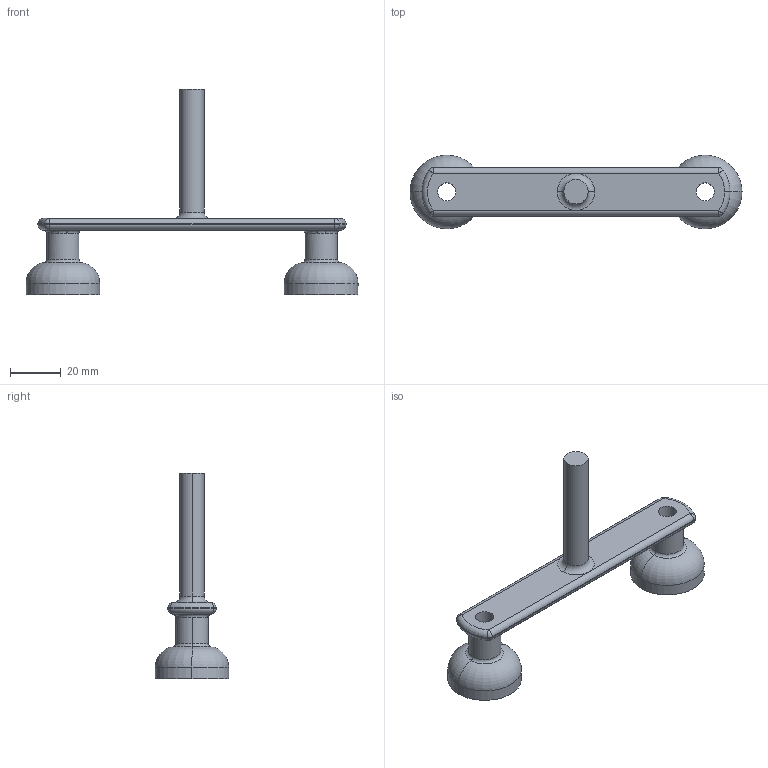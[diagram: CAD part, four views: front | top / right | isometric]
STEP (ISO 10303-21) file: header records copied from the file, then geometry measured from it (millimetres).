
FILE_DESCRIPTION (( 'STEP AP214' ), '1' );
FILE_NAME ('ZCUB2R-038-4.0.STEP', '2021-03-26T14:58:25', ( 'Admin' ), ( '' ), 'SwSTEP 2.0', 'SolidWorks 2020', '' );
FILE_SCHEMA (( 'AUTOMOTIVE_DESIGN' ));
Length unit declared in the file: inch
Products named in the file (1): ZCUB2R-038-4.0
Bounding box: 130.56 x 28.96 x 80.77 mm (x, y, z)
Volume: 24557.4 mm3; surface area: 13580.1 mm2
Topology: 1 solids, 1 shells, 350 faces, 883 edges, 574 vertices
Faces by surface type: plane 149, bspline 134, cylinder 37, torus 30
Entity records: 18369 total; most frequent: CARTESIAN_POINT 10718, ORIENTED_EDGE 1766, DIRECTION 1187, EDGE_CURVE 883, VERTEX_POINT 574, VECTOR 477, LINE 477, EDGE_LOOP 393
